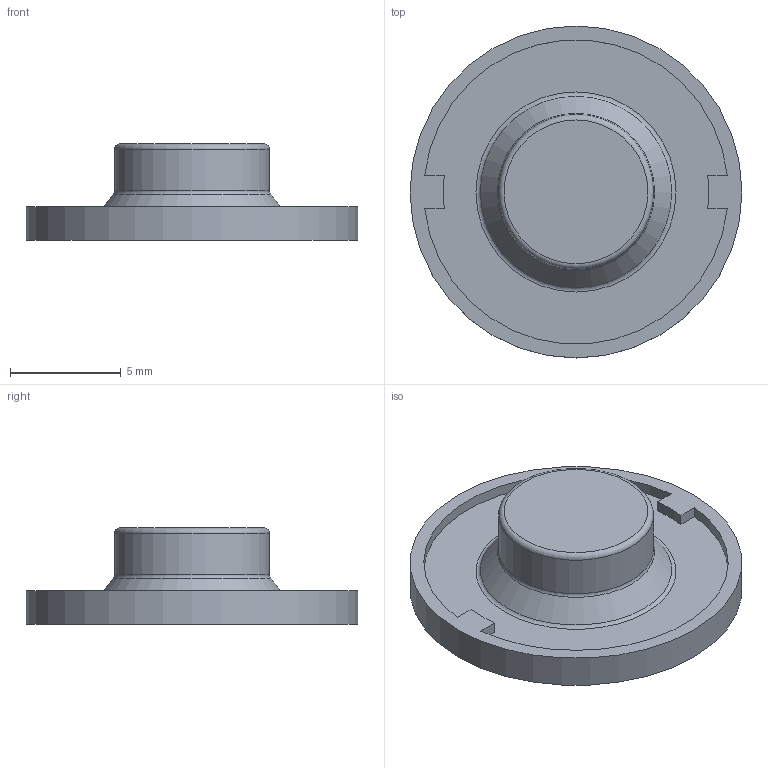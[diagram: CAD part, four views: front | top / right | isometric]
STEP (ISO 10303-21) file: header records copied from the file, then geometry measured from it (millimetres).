
FILE_DESCRIPTION(/* description */ (''),/* implementation_level */ '2;1');
FILE_NAME(/* name */ 'MainButtonSilicone.step',/* time_stamp */ '2025-05-19T13:16:40-07:00',/* author */ (''),/* organization */ (''),/* preprocessor_version */ 'ST-DEVELOPER v20.1',/* originating_system */ 'Autodesk Translation Framework v14.4.0.0',/* authorisation */ '');
FILE_SCHEMA (('AUTOMOTIVE_DESIGN { 1 0 10303 214 3 1 1 }'));
Length unit declared in the file: millimetre
Products named in the file (1): MainButtonSilicone
Bounding box: 15 x 15 x 4.35 mm (x, y, z)
Volume: 248.8 mm3; surface area: 614.4 mm2
Topology: 2 solids, 2 shells, 34 faces, 79 edges, 52 vertices
Faces by surface type: plane 17, cylinder 10, torus 5, cone 2
Full cylindrical faces by diameter (mm): 5.5 x1, 7 x1, 8.5 x1, 15 x1
Entity records: 1020 total; most frequent: DIRECTION 190, CARTESIAN_POINT 166, ORIENTED_EDGE 158, EDGE_CURVE 79, AXIS2_PLACEMENT_3D 76, VERTEX_POINT 52, CIRCLE 41, LINE 38
